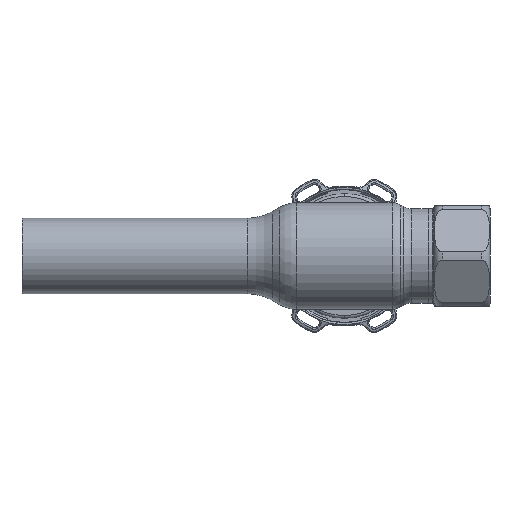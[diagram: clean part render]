
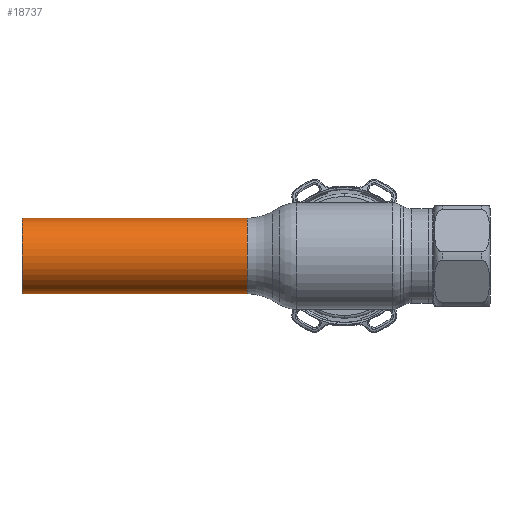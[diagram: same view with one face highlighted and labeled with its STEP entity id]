
A CAD part, front view. The second image highlights one B-rep face of the part: STEP entity #18737.
In plain terms, the highlighted cylindrical face has radius 13.45 mm (diameter 26.9 mm), a partial arc.
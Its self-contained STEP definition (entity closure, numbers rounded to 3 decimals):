
#624 = VERTEX_POINT ( 'NONE', #13689 ) ;
#952 = AXIS2_PLACEMENT_3D ( 'NONE', #8951, #19438, #6374 ) ;
#2524 = CARTESIAN_POINT ( 'NONE',  ( -34.686, 0., 0. ) ) ;
#2629 = CARTESIAN_POINT ( 'NONE',  ( -62.69, 0., -13.45 ) ) ;
#6374 = DIRECTION ( 'NONE',  ( 0., 0., 1. ) ) ;
#7833 = EDGE_CURVE ( 'NONE', #21421, #9472, #11567, .T. ) ;
#8053 = CIRCLE ( 'NONE', #19050, 13.45 ) ;
#8361 = VECTOR ( 'NONE', #13106, 1000. ) ;
#8951 = CARTESIAN_POINT ( 'NONE',  ( -62.69, 0., 0. ) ) ;
#9150 = ORIENTED_EDGE ( 'NONE', *, *, #30105, .F. ) ;
#9238 = DIRECTION ( 'NONE',  ( -1., 0., 0. ) ) ;
#9472 = VERTEX_POINT ( 'NONE', #27132 ) ;
#9742 = EDGE_LOOP ( 'NONE', ( #9150, #23759, #21289, #26902 ) ) ;
#10440 = DIRECTION ( 'NONE',  ( 0., 0., 1. ) ) ;
#11567 = CIRCLE ( 'NONE', #30790, 13.45 ) ;
#13106 = DIRECTION ( 'NONE',  ( -1., 0., 0. ) ) ;
#13623 = VERTEX_POINT ( 'NONE', #24652 ) ;
#13689 = CARTESIAN_POINT ( 'NONE',  ( -115., 0., 13.45 ) ) ;
#14428 = CARTESIAN_POINT ( 'NONE',  ( -62.69, 0., 13.45 ) ) ;
#17188 = DIRECTION ( 'NONE',  ( -1., 0., 0. ) ) ;
#18737 = ADVANCED_FACE ( 'NONE', ( #30089 ), #24177, .T. ) ;
#19050 = AXIS2_PLACEMENT_3D ( 'NONE', #32607, #9238, #19719 ) ;
#19438 = DIRECTION ( 'NONE',  ( -1., 0., 0. ) ) ;
#19719 = DIRECTION ( 'NONE',  ( 0., 0., 1. ) ) ;
#21289 = ORIENTED_EDGE ( 'NONE', *, *, #28703, .T. ) ;
#21421 = VERTEX_POINT ( 'NONE', #29426 ) ;
#22180 = LINE ( 'NONE', #14428, #26932 ) ;
#23457 = DIRECTION ( 'NONE',  ( -1., 0., 0. ) ) ;
#23759 = ORIENTED_EDGE ( 'NONE', *, *, #7833, .T. ) ;
#24177 = CYLINDRICAL_SURFACE ( 'NONE', #952, 13.45 ) ;
#24652 = CARTESIAN_POINT ( 'NONE',  ( -115., 0., -13.45 ) ) ;
#25767 = EDGE_CURVE ( 'NONE', #13623, #624, #8053, .T. ) ;
#26150 = LINE ( 'NONE', #2629, #8361 ) ;
#26902 = ORIENTED_EDGE ( 'NONE', *, *, #25767, .F. ) ;
#26932 = VECTOR ( 'NONE', #17188, 1000. ) ;
#27132 = CARTESIAN_POINT ( 'NONE',  ( -34.686, 0., 13.45 ) ) ;
#28703 = EDGE_CURVE ( 'NONE', #9472, #624, #22180, .T. ) ;
#29426 = CARTESIAN_POINT ( 'NONE',  ( -34.686, 0., -13.45 ) ) ;
#30089 = FACE_OUTER_BOUND ( 'NONE', #9742, .T. ) ;
#30105 = EDGE_CURVE ( 'NONE', #21421, #13623, #26150, .T. ) ;
#30790 = AXIS2_PLACEMENT_3D ( 'NONE', #2524, #23457, #10440 ) ;
#32607 = CARTESIAN_POINT ( 'NONE',  ( -115., 0., 0. ) ) ;
